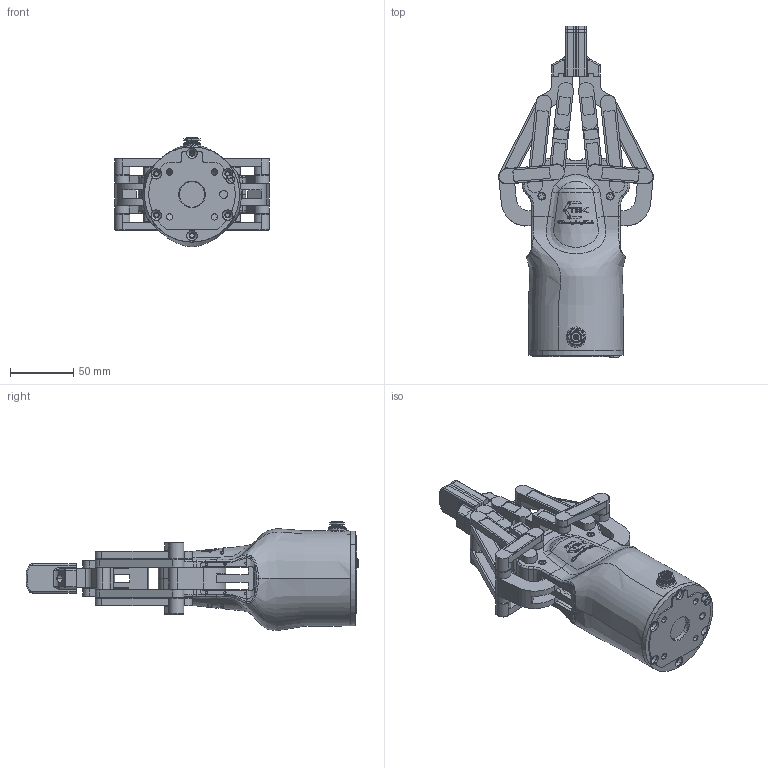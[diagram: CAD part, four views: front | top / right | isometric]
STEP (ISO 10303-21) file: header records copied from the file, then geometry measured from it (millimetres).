
FILE_DESCRIPTION (( 'STEP AP203' ), '1' );
FILE_NAME ('CTAG2F120.00-2022爛12堎載陔.STEP', '2022-12-09T06:42:06', ( '' ), ( '' ), 'SwSTEP 2.0', 'SolidWorks 2016', '' );
FILE_SCHEMA (( 'CONFIG_CONTROL_DESIGN' ));
Products named in the file (1): CTAG2F120.00-2022爛12堎載陔
Bounding box: 121.71 x 261.52 x 86.35 mm (x, y, z)
Surface area: 131530.3 mm2 (no closed solid volume)
Topology: 0 solids, 71 shells, 1030 faces, 4073 edges, 3039 vertices
Faces by surface type: cylinder 425, plane 411, bspline 85, cone 72, torus 33, sphere 4
Entity records: 93461 total; most frequent: CARTESIAN_POINT 61726, DIRECTION 6226, ORIENTED_EDGE 6156, EDGE_CURVE 4069, VERTEX_POINT 3039, AXIS2_PLACEMENT_3D 2297, VECTOR 1632, LINE 1632
